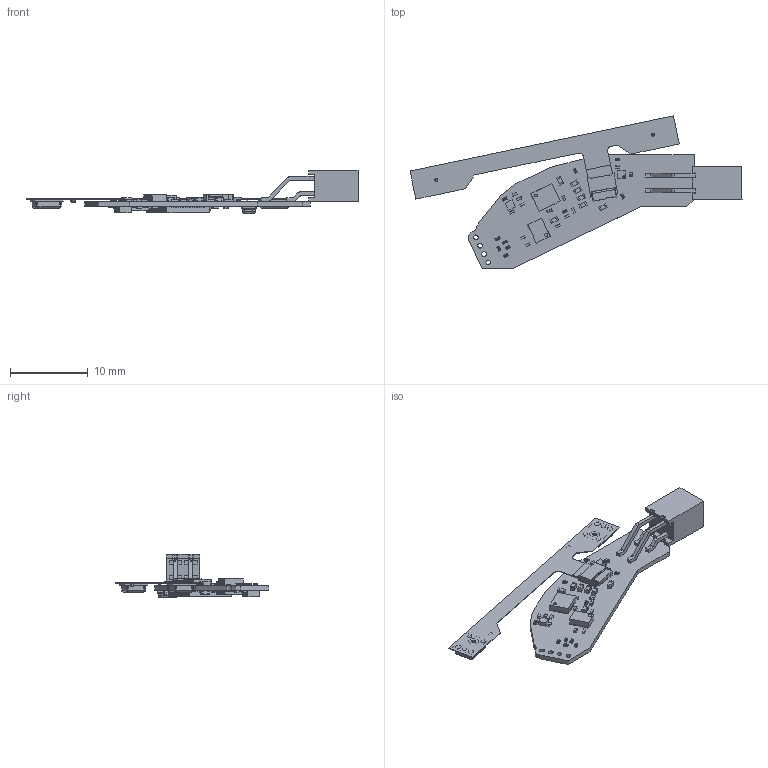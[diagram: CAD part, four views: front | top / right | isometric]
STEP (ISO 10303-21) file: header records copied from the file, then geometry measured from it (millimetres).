
FILE_DESCRIPTION(('Open CASCADE Model'),'2;1');
FILE_NAME('Open CASCADE Shape Model','2022-02-02T20:28:07',('Author'),( 'Open CASCADE'),'Open CASCADE STEP processor 6.8','Open CASCADE 6.8' ,'Unknown');
FILE_SCHEMA(('AUTOMOTIVE_DESIGN { 1 0 10303 214 1 1 1 1 }'));
Length unit declared in the file: millimetre
Products named in the file (131): PCB; Board; Open CASCADE STEP translator 6.8 1.1.1; MK1; User_Library-SPV084LR5H-1_RevC; C35; 6193015952; Extruded; 6193015712; C30; Cap_Murata_GRM0335C1HR30BA01D_eec; terminals; body; logo; C25; User_Library-cap_0201; J3; m22-6550242_asm; M22-65502_MOULD; M22-655_CONTACT1; M22-655_CONTACT2; J2; FH58M-7S-0.25SHW_RGB10085887; R12; RES_0201; R15; R11; R13; C24; 0402_cap; U6; 6198737888; 6193021792; Cylinder; Y1; 6193021312; 6193020912; 6193020752; C13; CAP_0201 ...
Assembly tree (269 placements, depth 6):
  PCB
    Board
      Open CASCADE STEP translator 6.8 1.1.1
    MK1
      User_Library-SPV084LR5H-1_RevC
    C35
      6193015952  x2
        Extruded
      6193015712
        Extruded
    C30
      Cap_Murata_GRM0335C1HR30BA01D_eec
        terminals
        body
        logo
    C25
      User_Library-cap_0201
    J3
      m22-6550242_asm
        M22-65502_MOULD
        M22-655_CONTACT1  x2
        M22-655_CONTACT2  x2
    J2
      FH58M-7S-0.25SHW_RGB10085887
    R12
      RES_0201
    R15
      RES_0201
    R11
      RES_0201
    R13
      RES_0201
    C24
      0402_cap
    U6
      6198737888
        Extruded
      6193021792
        Cylinder
    Y1
      6193021312  x4
        Extruded
      6193020912
        Extruded
      6193020752
        Cylinder
    C13
      CAP_0201
    C20
      0402_cap
    U2
      6228151952
        Open_CASCADE_STEP_translator_6.8_2.1
        Body
          Open_CASCADE_STEP_translator_6.8_2.2.1
        Thermal_Shape
        Pin_Shape  x40
          Open_CASCADE_STEP_translator_6.8_2.4.1
    C26
      CAP_0201
Bounding box: 42.73 x 19.61 x 5.56 mm (x, y, z)
Volume: 321.6 mm3; surface area: 1631 mm2
Topology: 224 solids, 235 shells, 5070 faces, 12034 edges, 7312 vertices
Faces by surface type: plane 2955, cylinder 991, bspline 714, sphere 220, torus 186, revolution 4
Full cylindrical faces by diameter (mm): 0.25 x4, 0.3 x1, 0.318 x1, 0.35 x1, 0.375 x1, 0.4 x1, 0.41 x2, 0.56 x4, 0.6 x4, 0.61 x4, 0.72 x4, 0.762 x1, 0.95 x1, 1.24 x2, 1.45 x1
Entity records: 55214 total; most frequent: CARTESIAN_POINT 11990, ORIENTED_EDGE 7565, DIRECTION 7270, EDGE_CURVE 3784, LINE 2792, VECTOR 2792, VERTEX_POINT 2449, AXIS2_PLACEMENT_3D 2237
